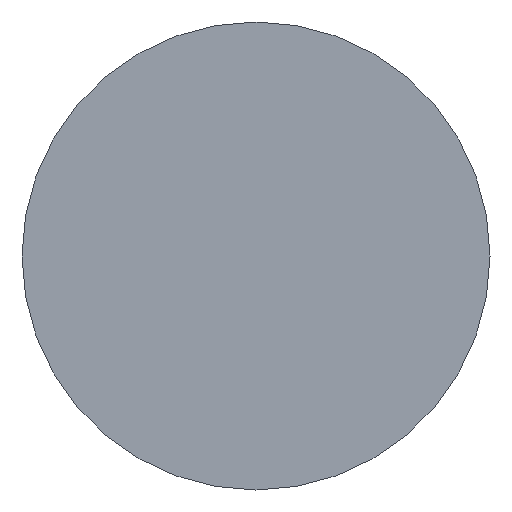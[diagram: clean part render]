
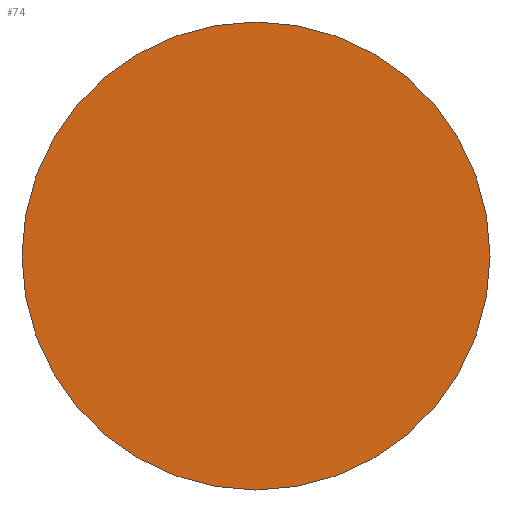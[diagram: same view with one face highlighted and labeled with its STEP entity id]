
A CAD part, left-side view. The second image highlights one B-rep face of the part: STEP entity #74.
In plain terms, the highlighted planar face has unit normal (-1, 0, 0).
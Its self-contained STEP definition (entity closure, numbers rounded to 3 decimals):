
#18 = VERTEX_POINT ( 'NONE', #114 ) ;
#20 = AXIS2_PLACEMENT_3D ( 'NONE', #45, #89, #79 ) ;
#35 = CARTESIAN_POINT ( 'NONE',  ( 51.888, 15.459, 0. ) ) ;
#38 = EDGE_CURVE ( 'NONE', #132, #18, #40, .T. ) ;
#40 = CIRCLE ( 'NONE', #88, 3.15 ) ;
#41 = EDGE_LOOP ( 'NONE', ( #107, #105 ) ) ;
#45 = CARTESIAN_POINT ( 'NONE',  ( 51.888, 15.459, 0. ) ) ;
#56 = CARTESIAN_POINT ( 'NONE',  ( 51.888, 15.459, 0. ) ) ;
#65 = AXIS2_PLACEMENT_3D ( 'NONE', #56, #99, #77 ) ;
#67 = FACE_OUTER_BOUND ( 'NONE', #41, .T. ) ;
#69 = CARTESIAN_POINT ( 'NONE',  ( 51.888, 15.459, -3.15 ) ) ;
#74 = ADVANCED_FACE ( 'NONE', ( #67 ), #133, .F. ) ;
#77 = DIRECTION ( 'NONE',  ( 0., 0., -1. ) ) ;
#79 = DIRECTION ( 'NONE',  ( 0., 0., 1. ) ) ;
#81 = CIRCLE ( 'NONE', #20, 3.15 ) ;
#88 = AXIS2_PLACEMENT_3D ( 'NONE', #35, #124, #122 ) ;
#89 = DIRECTION ( 'NONE',  ( -1., 0., 0. ) ) ;
#94 = EDGE_CURVE ( 'NONE', #18, #132, #81, .T. ) ;
#99 = DIRECTION ( 'NONE',  ( 1., 0., 0. ) ) ;
#105 = ORIENTED_EDGE ( 'NONE', *, *, #38, .T. ) ;
#107 = ORIENTED_EDGE ( 'NONE', *, *, #94, .T. ) ;
#114 = CARTESIAN_POINT ( 'NONE',  ( 51.888, 15.459, 3.15 ) ) ;
#122 = DIRECTION ( 'NONE',  ( 0., 0., 1. ) ) ;
#124 = DIRECTION ( 'NONE',  ( -1., 0., 0. ) ) ;
#132 = VERTEX_POINT ( 'NONE', #69 ) ;
#133 = PLANE ( 'NONE',  #65 ) ;
